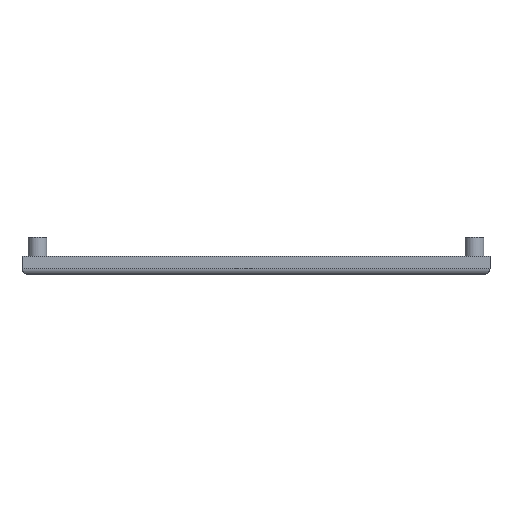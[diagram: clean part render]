
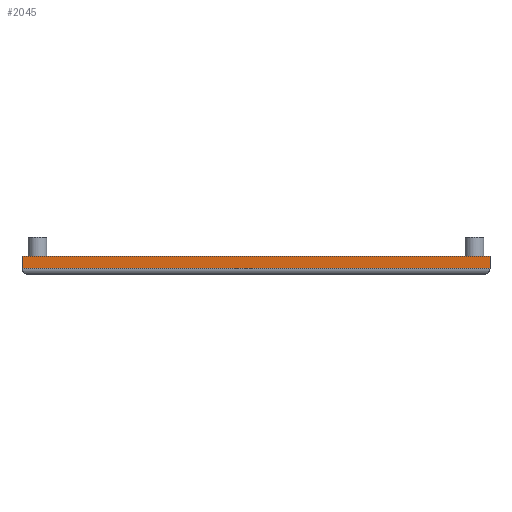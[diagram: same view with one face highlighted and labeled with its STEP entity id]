
A CAD part, front view. The second image highlights one B-rep face of the part: STEP entity #2045.
In plain terms, the highlighted planar face has unit normal (0, -1, 0).
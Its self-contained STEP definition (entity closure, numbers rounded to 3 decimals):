
#653 = VERTEX_POINT('',#654);
#654 = CARTESIAN_POINT('',(0.,0.,1.));
#663 = VERTEX_POINT('',#664);
#664 = CARTESIAN_POINT('',(75.,0.,1.));
#671 = EDGE_CURVE('',#653,#663,#672,.T.);
#672 = LINE('',#673,#674);
#673 = CARTESIAN_POINT('',(0.,0.,1.));
#674 = VECTOR('',#675,1.);
#675 = DIRECTION('',(1.,0.,0.));
#2045 = ADVANCED_FACE('',(#2046),#2071,.F.);
#2046 = FACE_BOUND('',#2047,.F.);
#2047 = EDGE_LOOP('',(#2048,#2056,#2064,#2070));
#2048 = ORIENTED_EDGE('',*,*,#2049,.T.);
#2049 = EDGE_CURVE('',#653,#2050,#2052,.T.);
#2050 = VERTEX_POINT('',#2051);
#2051 = CARTESIAN_POINT('',(0.,0.,3.));
#2052 = LINE('',#2053,#2054);
#2053 = CARTESIAN_POINT('',(0.,0.,0.));
#2054 = VECTOR('',#2055,1.);
#2055 = DIRECTION('',(0.,0.,1.));
#2056 = ORIENTED_EDGE('',*,*,#2057,.T.);
#2057 = EDGE_CURVE('',#2050,#2058,#2060,.T.);
#2058 = VERTEX_POINT('',#2059);
#2059 = CARTESIAN_POINT('',(75.,0.,3.));
#2060 = LINE('',#2061,#2062);
#2061 = CARTESIAN_POINT('',(0.,0.,3.));
#2062 = VECTOR('',#2063,1.);
#2063 = DIRECTION('',(1.,0.,0.));
#2064 = ORIENTED_EDGE('',*,*,#2065,.F.);
#2065 = EDGE_CURVE('',#663,#2058,#2066,.T.);
#2066 = LINE('',#2067,#2068);
#2067 = CARTESIAN_POINT('',(75.,0.,0.));
#2068 = VECTOR('',#2069,1.);
#2069 = DIRECTION('',(0.,0.,1.));
#2070 = ORIENTED_EDGE('',*,*,#671,.F.);
#2071 = PLANE('',#2072);
#2072 = AXIS2_PLACEMENT_3D('',#2073,#2074,#2075);
#2073 = CARTESIAN_POINT('',(0.,0.,0.));
#2074 = DIRECTION('',(0.,1.,0.));
#2075 = DIRECTION('',(1.,0.,0.));
